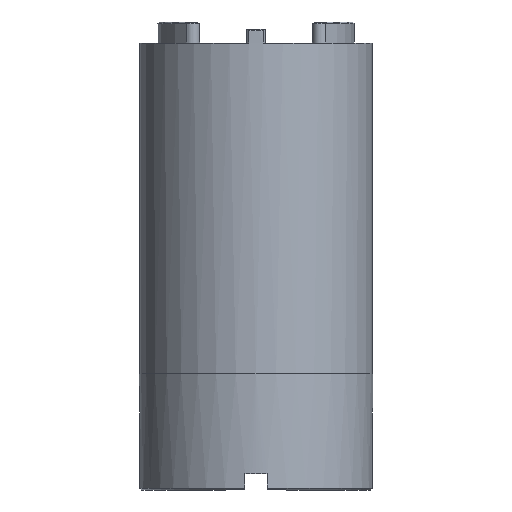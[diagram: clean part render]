
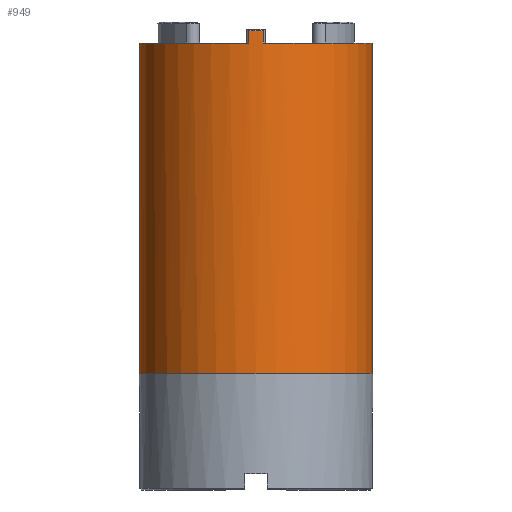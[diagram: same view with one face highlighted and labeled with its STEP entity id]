
A CAD part, left-side view. The second image highlights one B-rep face of the part: STEP entity #949.
In plain terms, the highlighted cylindrical face has radius 6.325 mm (diameter 12.65 mm), a full revolution.
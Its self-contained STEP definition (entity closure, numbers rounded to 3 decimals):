
#2 = AXIS2_PLACEMENT_3D ( 'NONE', #1186, #850, #300 ) ;
#14 = LINE ( 'NONE', #447, #1105 ) ;
#54 = DIRECTION ( 'NONE',  ( 1., 0., 0. ) ) ;
#57 = CARTESIAN_POINT ( 'NONE',  ( 0., 0., 24.92 ) ) ;
#59 = VERTEX_POINT ( 'NONE', #197 ) ;
#62 = VERTEX_POINT ( 'NONE', #526 ) ;
#66 = ORIENTED_EDGE ( 'NONE', *, *, #1425, .T. ) ;
#90 = CIRCLE ( 'NONE', #845, 6.325 ) ;
#122 = VERTEX_POINT ( 'NONE', #436 ) ;
#134 = EDGE_CURVE ( 'NONE', #504, #306, #823, .T. ) ;
#136 = CARTESIAN_POINT ( 'NONE',  ( 0., 0., 24.92 ) ) ;
#149 = ORIENTED_EDGE ( 'NONE', *, *, #960, .T. ) ;
#158 = CYLINDRICAL_SURFACE ( 'NONE', #1458, 6.325 ) ;
#197 = CARTESIAN_POINT ( 'NONE',  ( 6.325, 0., 6.305 ) ) ;
#205 = CARTESIAN_POINT ( 'NONE',  ( 0., 0., 24.26 ) ) ;
#216 = DIRECTION ( 'NONE',  ( 0., 0., 1. ) ) ;
#240 = CARTESIAN_POINT ( 'NONE',  ( 6.313, -0.392, 24.92 ) ) ;
#250 = DIRECTION ( 'NONE',  ( 0., 0., -1. ) ) ;
#253 = VERTEX_POINT ( 'NONE', #458 ) ;
#258 = VERTEX_POINT ( 'NONE', #240 ) ;
#300 = DIRECTION ( 'NONE',  ( 1., 0., 0. ) ) ;
#306 = VERTEX_POINT ( 'NONE', #1420 ) ;
#356 = CIRCLE ( 'NONE', #1150, 6.325 ) ;
#359 = DIRECTION ( 'NONE',  ( 0., 0., -1. ) ) ;
#419 = EDGE_CURVE ( 'NONE', #62, #258, #356, .T. ) ;
#436 = CARTESIAN_POINT ( 'NONE',  ( 6.313, -0.392, 24.26 ) ) ;
#438 = CARTESIAN_POINT ( 'NONE',  ( -6.313, 0.392, 24.92 ) ) ;
#447 = CARTESIAN_POINT ( 'NONE',  ( -6.312, -0.401, -17.904 ) ) ;
#458 = CARTESIAN_POINT ( 'NONE',  ( -6.312, -0.401, 24.92 ) ) ;
#503 = FACE_OUTER_BOUND ( 'NONE', #544, .T. ) ;
#504 = VERTEX_POINT ( 'NONE', #438 ) ;
#526 = CARTESIAN_POINT ( 'NONE',  ( 6.312, 0.401, 24.92 ) ) ;
#544 = EDGE_LOOP ( 'NONE', ( #975 ) ) ;
#547 = CARTESIAN_POINT ( 'NONE',  ( 0., 0., 6.305 ) ) ;
#552 = ORIENTED_EDGE ( 'NONE', *, *, #1113, .T. ) ;
#589 = CARTESIAN_POINT ( 'NONE',  ( -6.313, 0.392, -17.904 ) ) ;
#604 = ORIENTED_EDGE ( 'NONE', *, *, #644, .T. ) ;
#621 = CARTESIAN_POINT ( 'NONE',  ( 0., 0., -17.904 ) ) ;
#644 = EDGE_CURVE ( 'NONE', #306, #737, #1410, .T. ) ;
#663 = DIRECTION ( 'NONE',  ( 1., 0., 0. ) ) ;
#673 = AXIS2_PLACEMENT_3D ( 'NONE', #205, #1006, #663 ) ;
#703 = ORIENTED_EDGE ( 'NONE', *, *, #1158, .T. ) ;
#713 = VECTOR ( 'NONE', #1346, 1000. ) ;
#733 = FACE_OUTER_BOUND ( 'NONE', #1126, .T. ) ;
#737 = VERTEX_POINT ( 'NONE', #783 ) ;
#751 = VECTOR ( 'NONE', #250, 1000. ) ;
#753 = DIRECTION ( 'NONE',  ( 1., 0., 0. ) ) ;
#781 = DIRECTION ( 'NONE',  ( 1., 0., 0. ) ) ;
#783 = CARTESIAN_POINT ( 'NONE',  ( 6.312, 0.401, 24.26 ) ) ;
#822 = CIRCLE ( 'NONE', #941, 6.325 ) ;
#823 = LINE ( 'NONE', #589, #713 ) ;
#824 = DIRECTION ( 'NONE',  ( 1., 0., 0. ) ) ;
#845 = AXIS2_PLACEMENT_3D ( 'NONE', #547, #914, #781 ) ;
#850 = DIRECTION ( 'NONE',  ( 0., 0., -1. ) ) ;
#914 = DIRECTION ( 'NONE',  ( 0., 0., 1. ) ) ;
#941 = AXIS2_PLACEMENT_3D ( 'NONE', #136, #359, #824 ) ;
#949 = ADVANCED_FACE ( 'NONE', ( #733, #503 ), #158, .T. ) ;
#954 = ORIENTED_EDGE ( 'NONE', *, *, #1205, .T. ) ;
#960 = EDGE_CURVE ( 'NONE', #253, #504, #822, .T. ) ;
#975 = ORIENTED_EDGE ( 'NONE', *, *, #1119, .T. ) ;
#1006 = DIRECTION ( 'NONE',  ( 0., 0., -1. ) ) ;
#1013 = DIRECTION ( 'NONE',  ( 0., 0., 1. ) ) ;
#1083 = DIRECTION ( 'NONE',  ( 0., 0., 1. ) ) ;
#1105 = VECTOR ( 'NONE', #1013, 1000. ) ;
#1113 = EDGE_CURVE ( 'NONE', #737, #62, #1117, .T. ) ;
#1117 = LINE ( 'NONE', #1237, #1412 ) ;
#1119 = EDGE_CURVE ( 'NONE', #59, #59, #90, .T. ) ;
#1126 = EDGE_LOOP ( 'NONE', ( #954, #149, #1145, #604, #552, #1344, #66, #703 ) ) ;
#1145 = ORIENTED_EDGE ( 'NONE', *, *, #134, .T. ) ;
#1150 = AXIS2_PLACEMENT_3D ( 'NONE', #57, #1424, #753 ) ;
#1153 = VERTEX_POINT ( 'NONE', #1340 ) ;
#1158 = EDGE_CURVE ( 'NONE', #122, #1153, #1308, .T. ) ;
#1186 = CARTESIAN_POINT ( 'NONE',  ( 0., 0., 24.26 ) ) ;
#1205 = EDGE_CURVE ( 'NONE', #1153, #253, #14, .T. ) ;
#1237 = CARTESIAN_POINT ( 'NONE',  ( 6.312, 0.401, -17.904 ) ) ;
#1275 = CARTESIAN_POINT ( 'NONE',  ( 6.313, -0.392, -17.904 ) ) ;
#1308 = CIRCLE ( 'NONE', #673, 6.325 ) ;
#1340 = CARTESIAN_POINT ( 'NONE',  ( -6.312, -0.401, 24.26 ) ) ;
#1344 = ORIENTED_EDGE ( 'NONE', *, *, #419, .T. ) ;
#1346 = DIRECTION ( 'NONE',  ( 0., 0., -1. ) ) ;
#1387 = LINE ( 'NONE', #1275, #751 ) ;
#1410 = CIRCLE ( 'NONE', #2, 6.325 ) ;
#1412 = VECTOR ( 'NONE', #216, 1000. ) ;
#1420 = CARTESIAN_POINT ( 'NONE',  ( -6.313, 0.392, 24.26 ) ) ;
#1424 = DIRECTION ( 'NONE',  ( 0., 0., -1. ) ) ;
#1425 = EDGE_CURVE ( 'NONE', #258, #122, #1387, .T. ) ;
#1458 = AXIS2_PLACEMENT_3D ( 'NONE', #621, #1083, #54 ) ;
